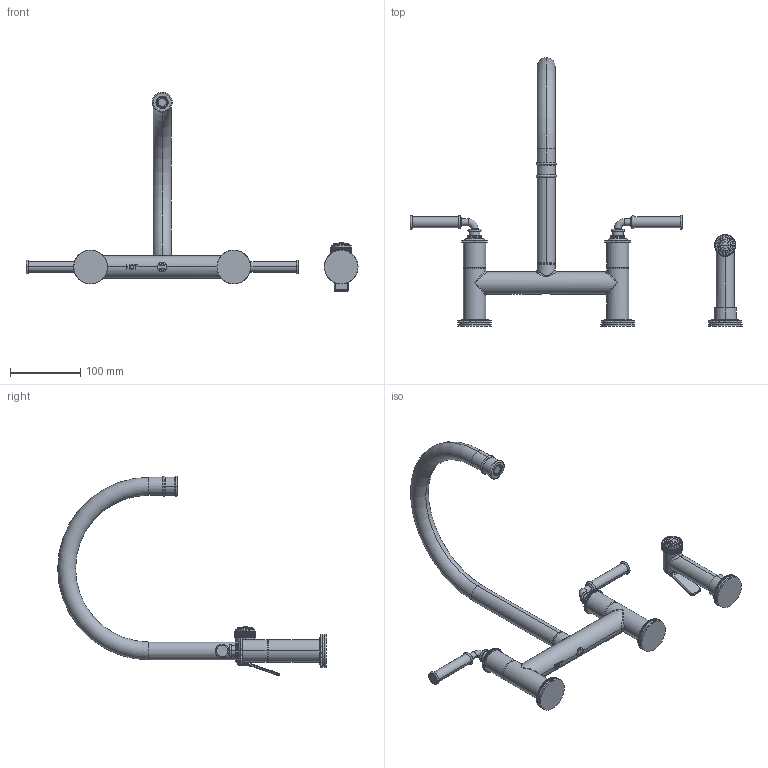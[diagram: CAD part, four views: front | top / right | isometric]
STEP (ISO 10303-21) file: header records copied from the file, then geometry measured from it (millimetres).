
FILE_DESCRIPTION((''),'2;1');
FILE_NAME('2940-5413_','2025-02-26T16:13:58',('rsmith'),(''),'CREO PARAMETRIC BY PTC INC, 2023134','CREO PARAMETRIC BY PTC INC, 2023134','');
FILE_SCHEMA(('CONFIG_CONTROL_DESIGN'));
Length unit declared in the file: inch
Products named in the file (1): 2940-5413_
Bounding box: 470.98 x 381.15 x 283.27 mm (x, y, z)
Volume: 772357.8 mm3; surface area: 138443.5 mm2
Topology: 6 solids, 6 shells, 2524 faces, 7244 edges, 4769 vertices
Faces by surface type: plane 1454, cylinder 831, torus 89, bspline 79, extrusion 36, cone 31, sphere 4
Entity records: 92743 total; most frequent: CARTESIAN_POINT 25863, ORIENTED_EDGE 14488, DIRECTION 13547, EDGE_CURVE 7244, VECTOR 4859, LINE 4823, VERTEX_POINT 4769, AXIS2_PLACEMENT_3D 4344
